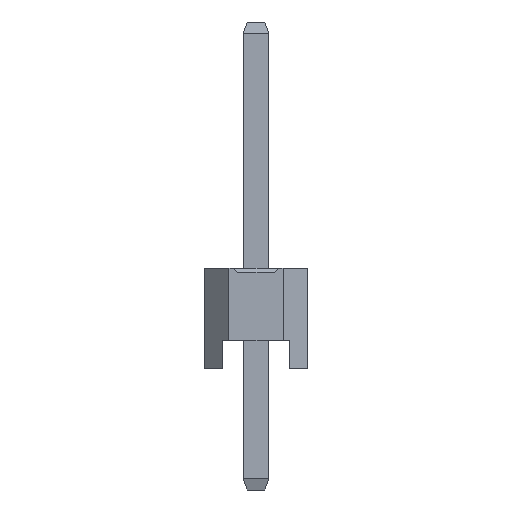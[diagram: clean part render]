
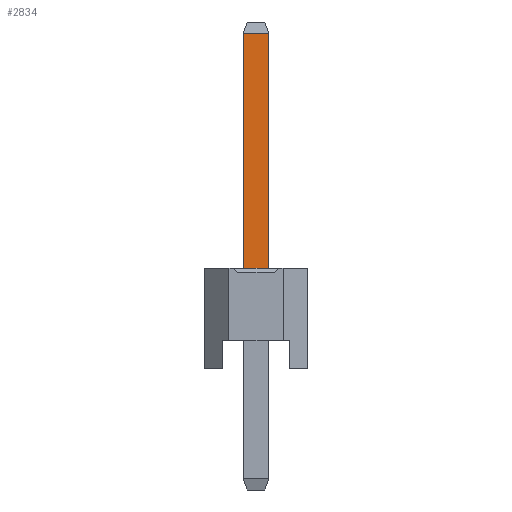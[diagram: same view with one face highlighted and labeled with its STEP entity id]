
A CAD part, left-side view. The second image highlights one B-rep face of the part: STEP entity #2834.
In plain terms, the highlighted planar face has unit normal (-1, 0, 0).
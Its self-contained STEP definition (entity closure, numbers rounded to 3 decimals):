
#2834=ADVANCED_FACE('',(#7428),#7430,.T.);
#7428=FACE_BOUND('',#7429,.T.);
#7429=EDGE_LOOP('',(#11029,#11030,#11031,#11032));
#7430=PLANE('',#7431);
#7431=AXIS2_PLACEMENT_3D('',#7432,#7433,#7434);
#7432=CARTESIAN_POINT('',(-0.32,0.32,-3.));
#7433=DIRECTION('',(-1.,0.,0.));
#7434=DIRECTION('',(0.,-1.,0.));
#11029=ORIENTED_EDGE('',*,*,#13132,.F.);
#11030=ORIENTED_EDGE('',*,*,#13127,.F.);
#11031=ORIENTED_EDGE('',*,*,#12444,.T.);
#11032=ORIENTED_EDGE('',*,*,#13131,.T.);
#12444=EDGE_CURVE('',#14230,#14234,#14236,.T.);
#13127=EDGE_CURVE('',#14230,#15258,#15261,.T.);
#13131=EDGE_CURVE('',#14234,#15265,#15267,.T.);
#13132=EDGE_CURVE('',#15258,#15265,#15268,.T.);
#14230=VERTEX_POINT('',#17290);
#14234=VERTEX_POINT('',#17298);
#14236=LINE('',#17302,#17303);
#15258=VERTEX_POINT('',#19686);
#15261=LINE('',#19693,#19694);
#15265=VERTEX_POINT('',#19703);
#15267=LINE('',#19707,#19708);
#15268=LINE('',#19710,#19711);
#17290=CARTESIAN_POINT('',(-0.32,0.32,2.5));
#17298=CARTESIAN_POINT('',(-0.32,-0.32,2.5));
#17302=CARTESIAN_POINT('',(-0.32,0.32,2.5));
#17303=VECTOR('',#17304,1.);
#17304=DIRECTION('',(0.,-1.,0.));
#19686=CARTESIAN_POINT('',(-0.32,0.32,8.325));
#19693=CARTESIAN_POINT('',(-0.32,0.32,2.5));
#19694=VECTOR('',#19695,1.);
#19695=DIRECTION('',(0.,0.,1.));
#19703=CARTESIAN_POINT('',(-0.32,-0.32,8.325));
#19707=CARTESIAN_POINT('',(-0.32,-0.32,2.5));
#19708=VECTOR('',#19709,1.);
#19709=DIRECTION('',(0.,0.,1.));
#19710=CARTESIAN_POINT('',(-0.32,0.32,8.325));
#19711=VECTOR('',#19712,1.);
#19712=DIRECTION('',(0.,-1.,0.));
